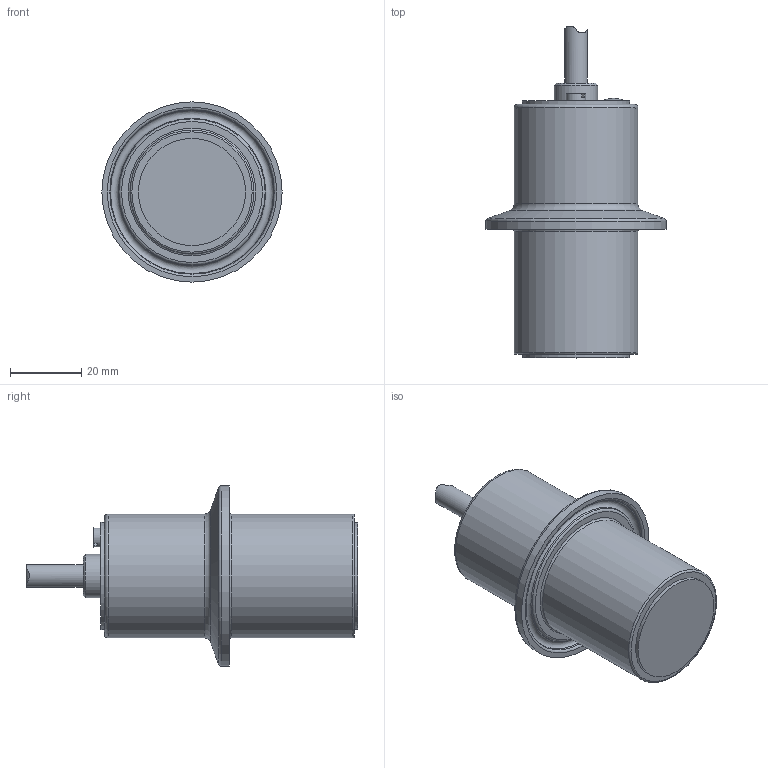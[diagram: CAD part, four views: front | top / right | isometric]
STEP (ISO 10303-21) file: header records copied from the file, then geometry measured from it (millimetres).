
FILE_DESCRIPTION(/* description */ (''),/* implementation_level */ '2;1');
FILE_NAME(/* name */ 'KA1656_Shrinkwrap_1.stp',/* time_stamp */ '2021-10-06T10:13:41+02:00',/* author */ ('Krieger Anja'),/* organization */ (''),/* preprocessor_version */ 'ST-DEVELOPER v18.1',/* originating_system */ 'Autodesk Inventor 2021',/* authorisation */ '');
FILE_SCHEMA (('AUTOMOTIVE_DESIGN { 1 0 10303 214 3 1 1 }'));
Length unit declared in the file: millimetre
Products named in the file (1): KA1656_Shrinkwrap_1
Bounding box: 50.5 x 92.97 x 50.5 mm (x, y, z)
Volume: 32711.1 mm3; surface area: 26415.4 mm2
Topology: 2 solids, 2 shells, 72 faces, 146 edges, 97 vertices
Faces by surface type: cylinder 27, plane 26, torus 11, cone 7, bspline 1
Full cylindrical faces by diameter (mm): 3 x2, 5.1 x1, 5.5 x1, 5.85 x2, 6 x1, 6.4 x2, 7.2 x1, 12.2 x1, 27.1 x1, 27.8 x2, 28 x1, 28.2 x2, 28.4 x1, 28.5 x1, 29 x1, 30 x2, 34.7 x2, 50.5 x1
Entity records: 2166 total; most frequent: CARTESIAN_POINT 401, DIRECTION 385, ORIENTED_EDGE 290, AXIS2_PLACEMENT_3D 172, EDGE_CURVE 145, CIRCLE 100, VERTEX_POINT 97, EDGE_LOOP 92
